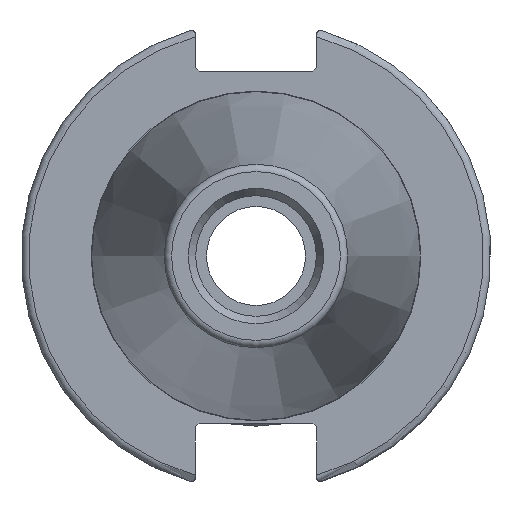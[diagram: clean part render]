
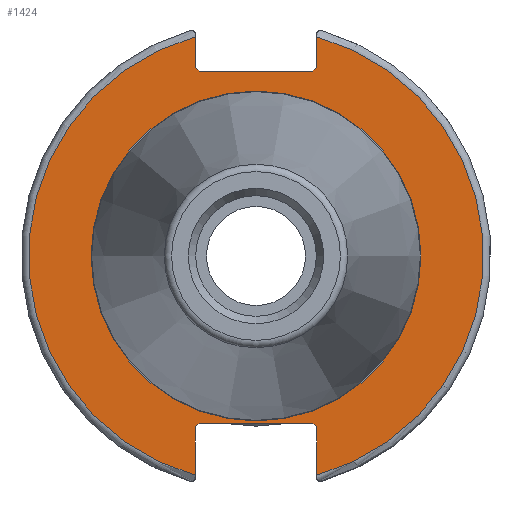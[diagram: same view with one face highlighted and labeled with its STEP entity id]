
A CAD part, left-side view. The second image highlights one B-rep face of the part: STEP entity #1424.
In plain terms, the highlighted planar face has unit normal (-1, 0, 0).
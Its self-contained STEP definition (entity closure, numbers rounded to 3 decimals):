
#300=FACE_BOUND('',#612,.T.);
#313=PLANE('',#1636);
#361=LINE('',#2310,#439);
#362=LINE('',#2312,#440);
#363=LINE('',#2314,#441);
#364=LINE('',#2316,#442);
#365=LINE('',#2318,#443);
#366=LINE('',#2322,#444);
#367=LINE('',#2324,#445);
#368=LINE('',#2326,#446);
#369=LINE('',#2328,#447);
#370=LINE('',#2329,#448);
#439=VECTOR('',#1882,10.);
#440=VECTOR('',#1883,10.);
#441=VECTOR('',#1884,10.);
#442=VECTOR('',#1885,10.);
#443=VECTOR('',#1886,10.);
#444=VECTOR('',#1889,10.);
#445=VECTOR('',#1890,10.);
#446=VECTOR('',#1891,10.);
#447=VECTOR('',#1892,10.);
#448=VECTOR('',#1893,10.);
#533=FACE_OUTER_BOUND('',#611,.T.);
#611=EDGE_LOOP('',(#1121,#1122,#1123,#1124,#1125,#1126,#1127,#1128,#1129,
#1130,#1131,#1132));
#612=EDGE_LOOP('',(#1133));
#699=CIRCLE('',#1634,22.3);
#701=CIRCLE('',#1637,30.75);
#702=CIRCLE('',#1638,30.75);
#779=VERTEX_POINT('',#2301);
#780=VERTEX_POINT('',#2306);
#781=VERTEX_POINT('',#2307);
#782=VERTEX_POINT('',#2309);
#783=VERTEX_POINT('',#2311);
#784=VERTEX_POINT('',#2313);
#785=VERTEX_POINT('',#2315);
#786=VERTEX_POINT('',#2317);
#787=VERTEX_POINT('',#2319);
#788=VERTEX_POINT('',#2321);
#789=VERTEX_POINT('',#2323);
#790=VERTEX_POINT('',#2325);
#791=VERTEX_POINT('',#2327);
#909=EDGE_CURVE('',#779,#779,#699,.T.);
#911=EDGE_CURVE('',#780,#781,#701,.T.);
#912=EDGE_CURVE('',#780,#782,#361,.T.);
#913=EDGE_CURVE('',#783,#782,#362,.T.);
#914=EDGE_CURVE('',#783,#784,#363,.T.);
#915=EDGE_CURVE('',#785,#784,#364,.T.);
#916=EDGE_CURVE('',#785,#786,#365,.T.);
#917=EDGE_CURVE('',#787,#786,#702,.T.);
#918=EDGE_CURVE('',#787,#788,#366,.T.);
#919=EDGE_CURVE('',#789,#788,#367,.T.);
#920=EDGE_CURVE('',#789,#790,#368,.T.);
#921=EDGE_CURVE('',#791,#790,#369,.T.);
#922=EDGE_CURVE('',#791,#781,#370,.T.);
#1121=ORIENTED_EDGE('',*,*,#911,.F.);
#1122=ORIENTED_EDGE('',*,*,#912,.T.);
#1123=ORIENTED_EDGE('',*,*,#913,.F.);
#1124=ORIENTED_EDGE('',*,*,#914,.T.);
#1125=ORIENTED_EDGE('',*,*,#915,.F.);
#1126=ORIENTED_EDGE('',*,*,#916,.T.);
#1127=ORIENTED_EDGE('',*,*,#917,.F.);
#1128=ORIENTED_EDGE('',*,*,#918,.T.);
#1129=ORIENTED_EDGE('',*,*,#919,.F.);
#1130=ORIENTED_EDGE('',*,*,#920,.T.);
#1131=ORIENTED_EDGE('',*,*,#921,.F.);
#1132=ORIENTED_EDGE('',*,*,#922,.T.);
#1133=ORIENTED_EDGE('',*,*,#909,.F.);
#1424=ADVANCED_FACE('',(#533,#300),#313,.T.);
#1634=AXIS2_PLACEMENT_3D('',#2303,#1874,#1875);
#1636=AXIS2_PLACEMENT_3D('',#2305,#1878,#1879);
#1637=AXIS2_PLACEMENT_3D('',#2308,#1880,#1881);
#1638=AXIS2_PLACEMENT_3D('',#2320,#1887,#1888);
#1874=DIRECTION('center_axis',(-1.,0.,0.));
#1875=DIRECTION('ref_axis',(0.,-1.,0.));
#1878=DIRECTION('center_axis',(-1.,0.,0.));
#1879=DIRECTION('ref_axis',(0.,0.,1.));
#1880=DIRECTION('center_axis',(1.,0.,0.));
#1881=DIRECTION('ref_axis',(0.,-1.,0.));
#1882=DIRECTION('',(0.,0.,-1.));
#1883=DIRECTION('',(0.,-0.707,0.707));
#1884=DIRECTION('',(0.,1.,0.));
#1885=DIRECTION('',(0.,-0.707,-0.707));
#1886=DIRECTION('',(0.,0.,1.));
#1887=DIRECTION('center_axis',(1.,0.,0.));
#1888=DIRECTION('ref_axis',(0.,1.,0.));
#1889=DIRECTION('',(0.,0.,1.));
#1890=DIRECTION('',(0.,0.707,-0.707));
#1891=DIRECTION('',(0.,-1.,0.));
#1892=DIRECTION('',(0.,0.707,0.707));
#1893=DIRECTION('',(0.,0.,-1.));
#2301=CARTESIAN_POINT('',(3.175,0.,22.3));
#2303=CARTESIAN_POINT('Origin',(3.175,0.,0.));
#2305=CARTESIAN_POINT('Origin',(3.175,31.75,0.));
#2306=CARTESIAN_POINT('',(3.175,-8.19,29.639));
#2307=CARTESIAN_POINT('',(3.175,-8.19,-29.639));
#2308=CARTESIAN_POINT('Origin',(3.175,0.,0.));
#2309=CARTESIAN_POINT('',(3.175,-8.19,25.5));
#2310=CARTESIAN_POINT('',(3.175,-8.19,12.5));
#2311=CARTESIAN_POINT('',(3.175,-7.69,25.));
#2312=CARTESIAN_POINT('',(3.175,8.295,9.015));
#2313=CARTESIAN_POINT('',(3.175,7.69,25.));
#2314=CARTESIAN_POINT('',(3.175,15.875,25.));
#2315=CARTESIAN_POINT('',(3.175,8.19,25.5));
#2316=CARTESIAN_POINT('',(3.175,7.58,24.89));
#2317=CARTESIAN_POINT('',(3.175,8.19,29.639));
#2318=CARTESIAN_POINT('',(3.175,8.19,12.5));
#2319=CARTESIAN_POINT('',(3.175,8.19,-29.639));
#2320=CARTESIAN_POINT('Origin',(3.175,0.,0.));
#2321=CARTESIAN_POINT('',(3.175,8.19,-23.1));
#2322=CARTESIAN_POINT('',(3.175,8.19,-11.3));
#2323=CARTESIAN_POINT('',(3.175,7.69,-22.6));
#2324=CARTESIAN_POINT('',(3.175,8.18,-23.09));
#2325=CARTESIAN_POINT('',(3.175,-7.69,-22.6));
#2326=CARTESIAN_POINT('',(3.175,15.875,-22.6));
#2327=CARTESIAN_POINT('',(3.175,-8.19,-23.1));
#2328=CARTESIAN_POINT('',(3.175,7.695,-7.215));
#2329=CARTESIAN_POINT('',(3.175,-8.19,-11.3));
